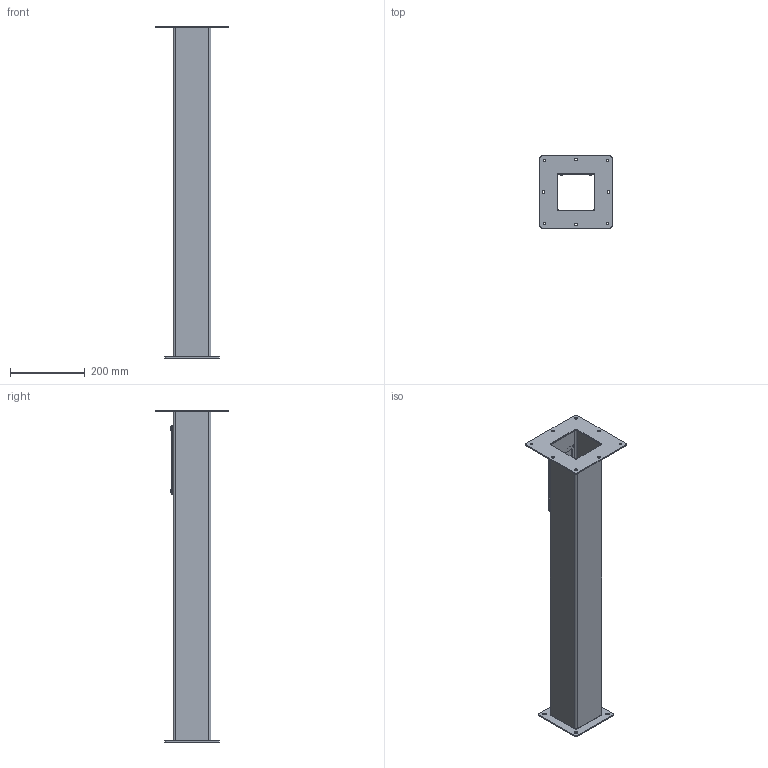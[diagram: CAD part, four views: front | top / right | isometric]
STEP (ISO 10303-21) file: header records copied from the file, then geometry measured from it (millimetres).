
FILE_DESCRIPTION (( 'STEP AP214' ), '1' );
FILE_NAME ('SCE-44CCOL.STEP', '2021-01-28T21:16:28', ( '' ), ( '' ), 'SwSTEP 2.0', 'SolidWorks 2019', '' );
FILE_SCHEMA (( 'AUTOMOTIVE_DESIGN' ));
Length unit declared in the file: inch
Products named in the file (1): SCE-44CCOL
Bounding box: 193.68 x 193.68 x 889 mm (x, y, z)
Volume: 797216.3 mm3; surface area: 797454.1 mm2
Topology: 9 solids, 9 shells, 341 faces, 888 edges, 492 vertices
Faces by surface type: plane 141, bspline 100, cylinder 92, cone 8
Full cylindrical faces by diameter (mm): 4.293 x4, 4.775 x4, 5.537 x4, 7.137 x8, 9.474 x4
Entity records: 16267 total; most frequent: CARTESIAN_POINT 4530, ORIENTED_EDGE 1536, DIRECTION 1256, EDGE_CURVE 768, VERTEX_POINT 484, AXIS2_PLACEMENT_3D 450, EDGE_LOOP 430, FACE_OUTER_BOUND 373
